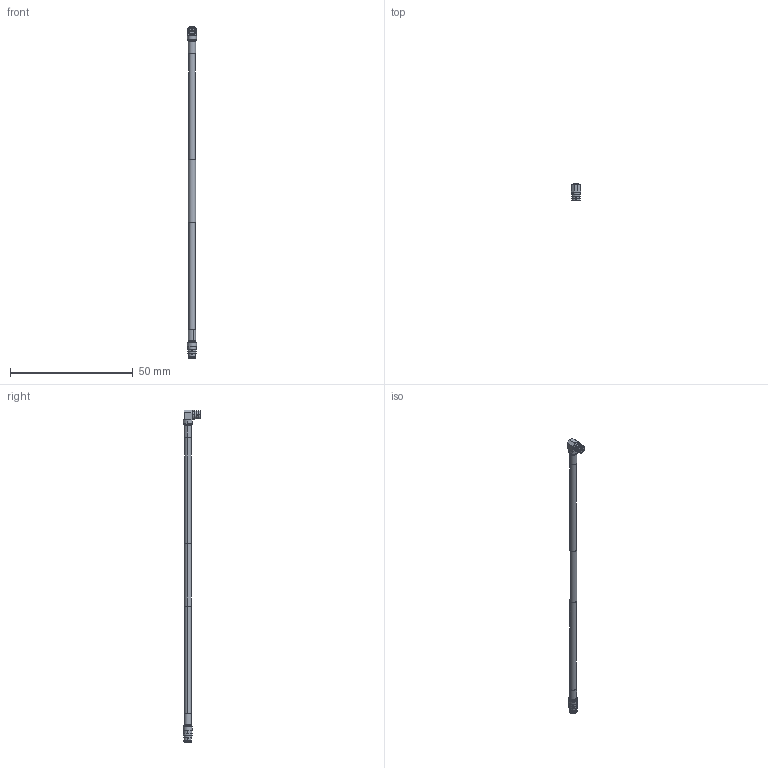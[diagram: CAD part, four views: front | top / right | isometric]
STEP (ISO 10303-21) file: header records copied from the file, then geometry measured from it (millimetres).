
FILE_DESCRIPTION (( 'STEP AP214' ), '1' );
FILE_NAME ('FMC2122085-SP_3D.step', '2024-01-19T19:46:05', ( '' ), ( '' ), 'SwSTEP 2.0', 'SolidWorks 2022', '' );
FILE_SCHEMA (( 'AUTOMOTIVE_DESIGN' ));
Length unit declared in the file: inch
Products named in the file (5): Copy of Cable_FM-F086_240177^FMC2122085-SP; Copy of SC5152^FMC2122085-SP; Copy of Heatshrink_FM-F086_240177^FMC2122085-SP; Copy of SC5233^FMC2122085-SP; FMC2122085-SP_3D
Assembly tree (5 placements, depth 2):
  FMC2122085-SP_3D
    Copy of Cable_FM-F086_240177^FMC2122085-SP
    Copy of SC5233^FMC2122085-SP
    Copy of Heatshrink_FM-F086_240177^FMC2122085-SP  x2
    Copy of SC5152^FMC2122085-SP
Bounding box: 3.96 x 7.12 x 135.06 mm (x, y, z)
Volume: 947.4 mm3; surface area: 1688.2 mm2
Topology: 8 solids, 8 shells, 263 faces, 695 edges, 447 vertices
Faces by surface type: plane 103, cylinder 102, cone 50, torus 8
Entity records: 8876 total; most frequent: CARTESIAN_POINT 2078, ORIENTED_EDGE 1330, DIRECTION 1302, EDGE_CURVE 665, AXIS2_PLACEMENT_3D 511, VERTEX_POINT 433, LINE 280, VECTOR 280
